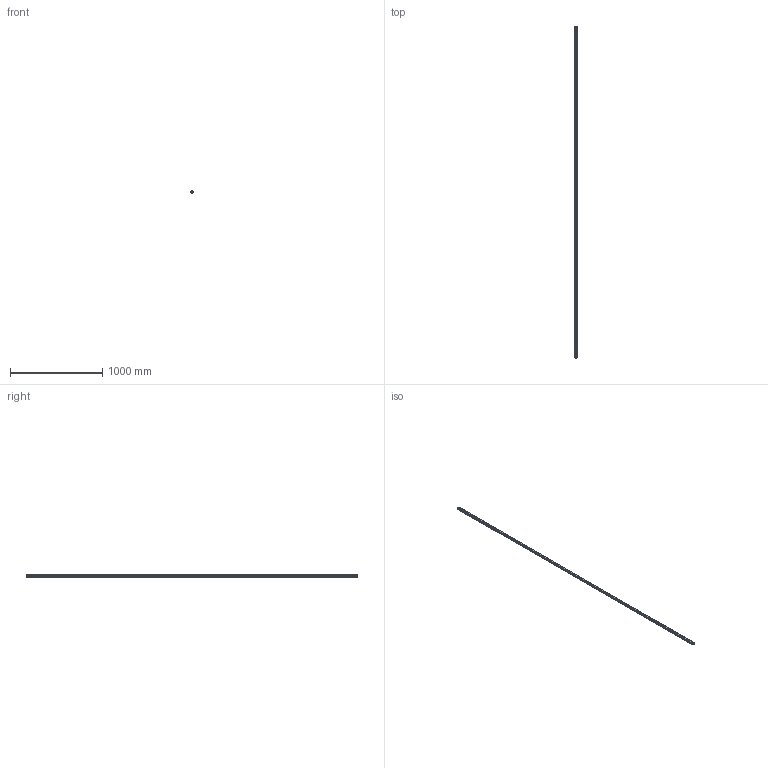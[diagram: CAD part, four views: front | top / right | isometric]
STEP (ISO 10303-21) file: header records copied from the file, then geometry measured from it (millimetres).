
FILE_DESCRIPTION(('STEP AP214'),'1');
FILE_NAME('cctmp_ADA245C2-AB30-46DA-A635-0E40845C2F4A_2020_6_9_13_25_56_933..stp','2020-06-09T11:25:57',('HIWIN GmbH'),('CADClick - www.CADClick.com'),'Spatial InterOp 3D',' ','unknown authorization');
FILE_SCHEMA(('AUTOMOTIVE_DESIGN'));
Length unit declared in the file: millimetre
Products named in the file (1): HGR25R3590H_FILE
Bounding box: 23 x 3590 x 22 mm (x, y, z)
Volume: 1492282.4 mm3; surface area: 368707.3 mm2
Topology: 1 solids, 1 shells, 831 faces, 2115 edges, 1410 vertices
Faces by surface type: plane 449, cylinder 382
Entity records: 32445 total; most frequent: DIRECTION 5023, CARTESIAN_POINT 4357, ORIENTED_EDGE 4230, EDGE_CURVE 2115, AXIS2_PLACEMENT_3D 2076, VERTEX_POINT 1410, CIRCLE 1004, EDGE_LOOP 955
